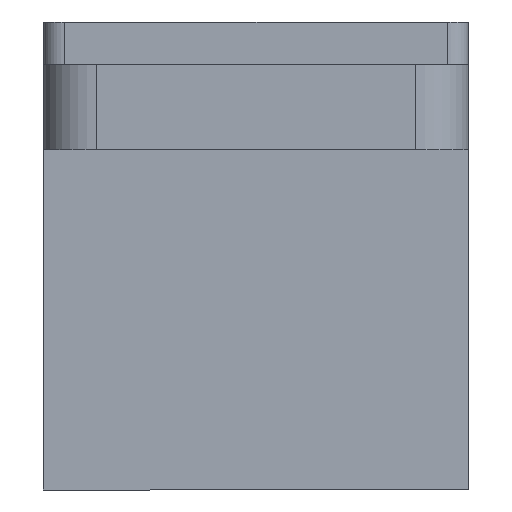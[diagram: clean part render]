
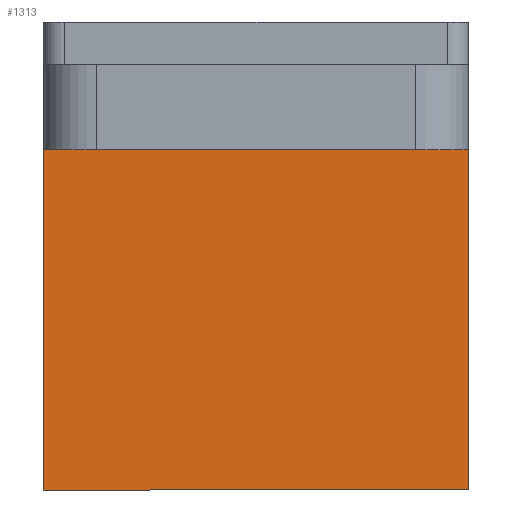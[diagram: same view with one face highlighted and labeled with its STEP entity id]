
A CAD part, left-side view. The second image highlights one B-rep face of the part: STEP entity #1313.
In plain terms, the highlighted planar face has unit normal (-1, 0, 0).
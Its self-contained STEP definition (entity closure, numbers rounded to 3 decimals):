
#57=PLANE('',#1448);
#121=FACE_OUTER_BOUND('',#188,.T.);
#188=EDGE_LOOP('',(#1207,#1208,#1209,#1210));
#215=LINE('',#1895,#351);
#232=LINE('',#1936,#368);
#266=LINE('',#2026,#402);
#326=LINE('',#2217,#462);
#351=VECTOR('',#1495,10.);
#368=VECTOR('',#1528,10.);
#402=VECTOR('',#1610,10.);
#462=VECTOR('',#1828,10.);
#545=VERTEX_POINT('',#1892);
#546=VERTEX_POINT('',#1894);
#561=VERTEX_POINT('',#1933);
#562=VERTEX_POINT('',#1935);
#675=EDGE_CURVE('',#546,#545,#215,.T.);
#696=EDGE_CURVE('',#561,#562,#232,.T.);
#742=EDGE_CURVE('',#545,#562,#266,.T.);
#838=EDGE_CURVE('',#546,#561,#326,.T.);
#1207=ORIENTED_EDGE('',*,*,#742,.T.);
#1208=ORIENTED_EDGE('',*,*,#696,.F.);
#1209=ORIENTED_EDGE('',*,*,#838,.F.);
#1210=ORIENTED_EDGE('',*,*,#675,.T.);
#1313=ADVANCED_FACE('',(#121),#57,.T.);
#1448=AXIS2_PLACEMENT_3D('',#2216,#1826,#1827);
#1495=DIRECTION('',(0.,0.,1.));
#1528=DIRECTION('',(0.,0.,1.));
#1610=DIRECTION('',(0.,1.,0.));
#1826=DIRECTION('center_axis',(-1.,0.,0.));
#1827=DIRECTION('ref_axis',(0.,-1.,0.));
#1828=DIRECTION('',(0.,1.,0.));
#1892=CARTESIAN_POINT('',(-7.5,-5.,8.));
#1894=CARTESIAN_POINT('',(-7.5,-5.,0.));
#1895=CARTESIAN_POINT('',(-7.5,-5.,0.));
#1933=CARTESIAN_POINT('',(-7.5,5.,0.));
#1935=CARTESIAN_POINT('',(-7.5,5.,8.));
#1936=CARTESIAN_POINT('',(-7.5,5.,0.));
#2026=CARTESIAN_POINT('',(-7.5,5.,8.));
#2216=CARTESIAN_POINT('Origin',(-7.5,5.,0.));
#2217=CARTESIAN_POINT('',(-7.5,-5.,0.));
